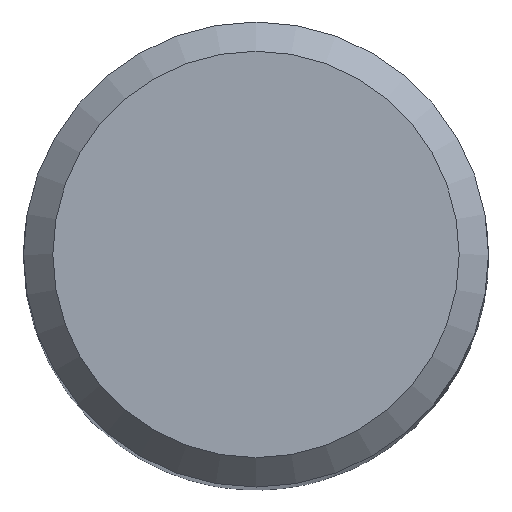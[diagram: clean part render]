
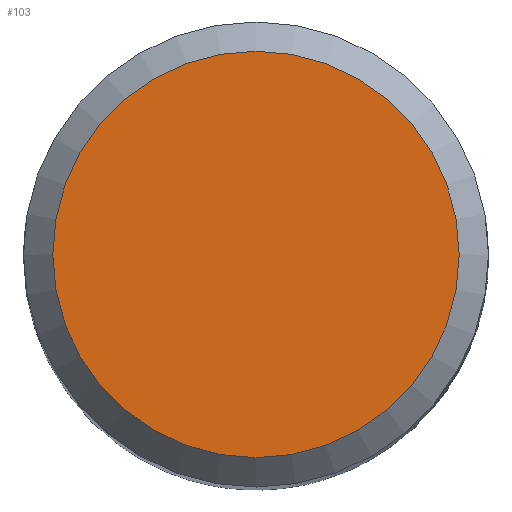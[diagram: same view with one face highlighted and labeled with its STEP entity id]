
A CAD part, top view. The second image highlights one B-rep face of the part: STEP entity #103.
In plain terms, the highlighted planar face has unit normal (0, 0, 1).
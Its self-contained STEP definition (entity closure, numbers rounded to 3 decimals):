
#54=PLANE('',#477);
#103=ADVANCED_FACE('',(#127),#54,.F.);
#127=FACE_OUTER_BOUND('',#153,.T.);
#153=EDGE_LOOP('',(#254));
#254=ORIENTED_EDGE('',*,*,#382,.T.);
#335=VERTEX_POINT('',#805);
#382=EDGE_CURVE('',#335,#335,#416,.T.);
#416=CIRCLE('',#475,6.937);
#475=AXIS2_PLACEMENT_3D('',#804,#544,#545);
#477=AXIS2_PLACEMENT_3D('',#807,#548,#549);
#544=DIRECTION('',(0.,0.,1.));
#545=DIRECTION('',(-1.,0.,0.));
#548=DIRECTION('',(0.,0.,-1.));
#549=DIRECTION('',(1.,0.,0.));
#804=CARTESIAN_POINT('',(0.,0.,0.));
#805=CARTESIAN_POINT('',(-6.937,0.,0.));
#807=CARTESIAN_POINT('',(0.,0.,0.));
